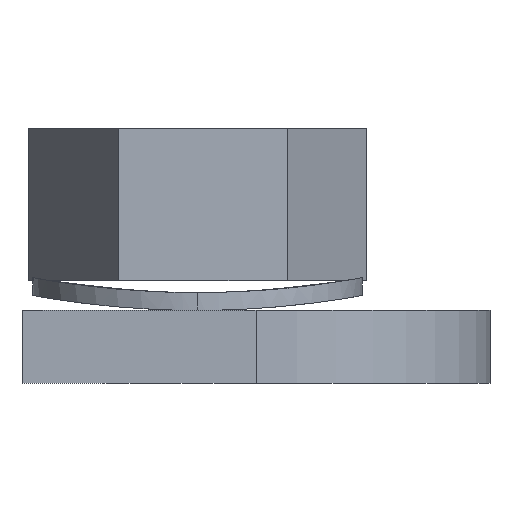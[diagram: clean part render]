
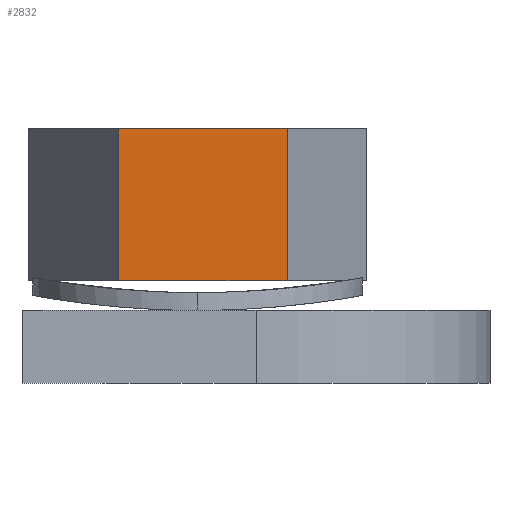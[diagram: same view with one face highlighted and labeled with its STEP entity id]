
A CAD part, front view. The second image highlights one B-rep face of the part: STEP entity #2832.
In plain terms, the highlighted planar face has unit normal (0.037, -0.999, 0).
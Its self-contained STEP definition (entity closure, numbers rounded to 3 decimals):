
#2824=AXIS2_PLACEMENT_3D('Plane Axis2P3D',#2821,#2822,#2823) ;
#2533=CARTESIAN_POINT('Line Origine',(6.184,5.003,8.7)) ;
#2537=CARTESIAN_POINT('Vertex',(3.299,4.897,8.7)) ;
#2539=CARTESIAN_POINT('Vertex',(9.069,5.11,8.7)) ;
#2669=CARTESIAN_POINT('Vertex',(9.069,5.11,3.5)) ;
#2672=CARTESIAN_POINT('Line Origine',(6.184,5.003,3.5)) ;
#2676=CARTESIAN_POINT('Vertex',(3.299,4.897,3.5)) ;
#2719=CARTESIAN_POINT('Line Origine',(3.299,4.897,6.1)) ;
#2805=CARTESIAN_POINT('Line Origine',(9.069,5.11,6.1)) ;
#2821=CARTESIAN_POINT('Axis2P3D Location',(3.299,4.897,3.5)) ;
#2534=DIRECTION('Vector Direction',(0.999,0.037,0.)) ;
#2673=DIRECTION('Vector Direction',(0.999,0.037,0.)) ;
#2720=DIRECTION('Vector Direction',(0.,0.,1.)) ;
#2806=DIRECTION('Vector Direction',(0.,0.,1.)) ;
#2822=DIRECTION('Axis2P3D Direction',(0.037,-0.999,0.)) ;
#2823=DIRECTION('Axis2P3D XDirection',(0.999,0.037,0.)) ;
#2535=VECTOR('Line Direction',#2534,1.) ;
#2674=VECTOR('Line Direction',#2673,1.) ;
#2721=VECTOR('Line Direction',#2720,1.) ;
#2807=VECTOR('Line Direction',#2806,1.) ;
#2827=ORIENTED_EDGE('',*,*,#2723,.F.) ;
#2828=ORIENTED_EDGE('',*,*,#2678,.T.) ;
#2829=ORIENTED_EDGE('',*,*,#2809,.T.) ;
#2830=ORIENTED_EDGE('',*,*,#2541,.F.) ;
#2832=ADVANCED_FACE('Hauptk\X2\00F6\X0\rper',(#2831),#2825,.T.) ;
#2541=EDGE_CURVE('',#2538,#2540,#2536,.T.) ;
#2678=EDGE_CURVE('',#2677,#2670,#2675,.T.) ;
#2723=EDGE_CURVE('',#2677,#2538,#2722,.T.) ;
#2809=EDGE_CURVE('',#2670,#2540,#2808,.T.) ;
#2826=EDGE_LOOP('',(#2827,#2828,#2829,#2830)) ;
#2831=FACE_OUTER_BOUND('',#2826,.T.) ;
#2536=LINE('Line',#2533,#2535) ;
#2675=LINE('Line',#2672,#2674) ;
#2722=LINE('Line',#2719,#2721) ;
#2808=LINE('Line',#2805,#2807) ;
#2825=PLANE('',#2824) ;
#2538=VERTEX_POINT('',#2537) ;
#2540=VERTEX_POINT('',#2539) ;
#2670=VERTEX_POINT('',#2669) ;
#2677=VERTEX_POINT('',#2676) ;
